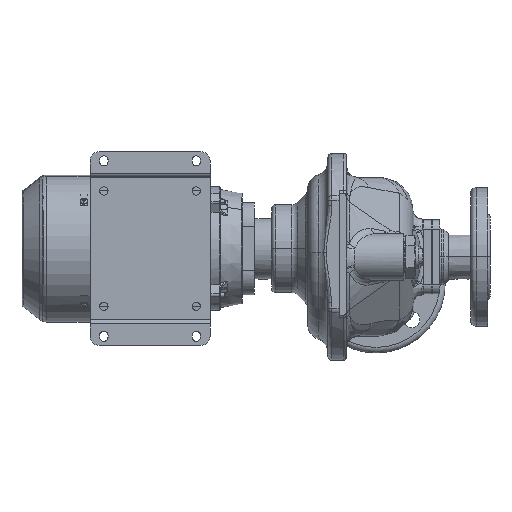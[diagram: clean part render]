
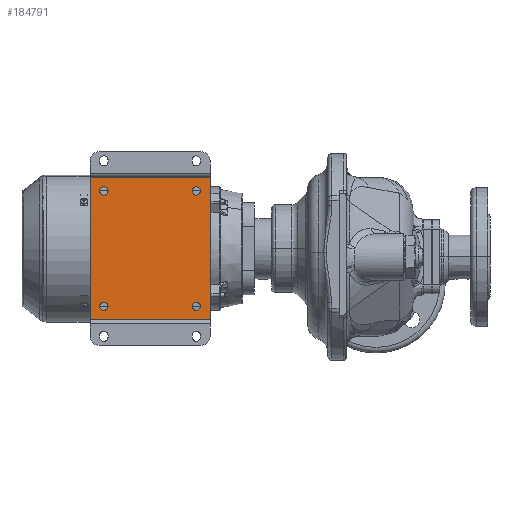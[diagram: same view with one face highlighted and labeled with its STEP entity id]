
A CAD part, front view. The second image highlights one B-rep face of the part: STEP entity #184791.
In plain terms, the highlighted planar face has unit normal (0, -1, 0).
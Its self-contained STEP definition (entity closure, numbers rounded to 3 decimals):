
#53221=DIRECTION('',(0.,0.,-1.));
#53222=VECTOR('',#53221,154.);
#53223=CARTESIAN_POINT('',(-139.8,-81.5,77.));
#53224=LINE('',#53223,#53222);
#53265=DIRECTION('',(0.,0.,-1.));
#53266=VECTOR('',#53265,154.);
#53267=CARTESIAN_POINT('',(-269.8,-81.5,77.));
#53268=LINE('',#53267,#53266);
#53305=DIRECTION('',(-1.,0.,0.));
#53306=VECTOR('',#53305,130.);
#53307=CARTESIAN_POINT('',(-139.8,-81.5,77.));
#53308=LINE('',#53307,#53306);
#53309=CARTESIAN_POINT('',(-254.8,-81.5,62.5));
#53310=DIRECTION('',(0.,1.,0.));
#53311=DIRECTION('',(-1.,0.,0.));
#53312=AXIS2_PLACEMENT_3D('',#53309,#53310,#53311);
#53314=CARTESIAN_POINT('',(-254.8,-81.5,62.5));
#53315=DIRECTION('',(0.,1.,0.));
#53316=DIRECTION('',(1.,0.,0.));
#53317=AXIS2_PLACEMENT_3D('',#53314,#53315,#53316);
#53319=CARTESIAN_POINT('',(-254.8,-81.5,-62.5));
#53320=DIRECTION('',(0.,1.,0.));
#53321=DIRECTION('',(-1.,0.,0.));
#53322=AXIS2_PLACEMENT_3D('',#53319,#53320,#53321);
#53324=CARTESIAN_POINT('',(-254.8,-81.5,-62.5));
#53325=DIRECTION('',(0.,1.,0.));
#53326=DIRECTION('',(1.,0.,0.));
#53327=AXIS2_PLACEMENT_3D('',#53324,#53325,#53326);
#53329=CARTESIAN_POINT('',(-154.8,-81.5,62.5));
#53330=DIRECTION('',(0.,1.,0.));
#53331=DIRECTION('',(-1.,0.,0.));
#53332=AXIS2_PLACEMENT_3D('',#53329,#53330,#53331);
#53334=CARTESIAN_POINT('',(-154.8,-81.5,62.5));
#53335=DIRECTION('',(0.,1.,0.));
#53336=DIRECTION('',(1.,0.,0.));
#53337=AXIS2_PLACEMENT_3D('',#53334,#53335,#53336);
#53339=CARTESIAN_POINT('',(-154.8,-81.5,-62.5));
#53340=DIRECTION('',(0.,1.,0.));
#53341=DIRECTION('',(-1.,0.,0.));
#53342=AXIS2_PLACEMENT_3D('',#53339,#53340,#53341);
#53344=CARTESIAN_POINT('',(-154.8,-81.5,-62.5));
#53345=DIRECTION('',(0.,1.,0.));
#53346=DIRECTION('',(1.,0.,0.));
#53347=AXIS2_PLACEMENT_3D('',#53344,#53345,#53346);
#53349=DIRECTION('',(-1.,0.,0.));
#53350=VECTOR('',#53349,130.);
#53351=CARTESIAN_POINT('',(-139.8,-81.5,-77.));
#53352=LINE('',#53351,#53350);
#107374=CARTESIAN_POINT('',(-139.8,-81.5,77.));
#107375=CARTESIAN_POINT('',(-139.8,-81.5,-77.));
#107376=VERTEX_POINT('',#107374);
#107377=VERTEX_POINT('',#107375);
#107386=CARTESIAN_POINT('',(-269.8,-81.5,77.));
#107387=CARTESIAN_POINT('',(-269.8,-81.5,-77.));
#107388=VERTEX_POINT('',#107386);
#107389=VERTEX_POINT('',#107387);
#107458=CARTESIAN_POINT('',(-159.3,-81.5,-62.5));
#107459=CARTESIAN_POINT('',(-150.3,-81.5,-62.5));
#107460=VERTEX_POINT('',#107458);
#107461=VERTEX_POINT('',#107459);
#107462=CARTESIAN_POINT('',(-159.3,-81.5,62.5));
#107463=CARTESIAN_POINT('',(-150.3,-81.5,62.5));
#107464=VERTEX_POINT('',#107462);
#107465=VERTEX_POINT('',#107463);
#107466=CARTESIAN_POINT('',(-259.3,-81.5,-62.5));
#107467=CARTESIAN_POINT('',(-250.3,-81.5,-62.5));
#107468=VERTEX_POINT('',#107466);
#107469=VERTEX_POINT('',#107467);
#107470=CARTESIAN_POINT('',(-259.3,-81.5,62.5));
#107471=CARTESIAN_POINT('',(-250.3,-81.5,62.5));
#107472=VERTEX_POINT('',#107470);
#107473=VERTEX_POINT('',#107471);
#184755=CARTESIAN_POINT('',(-139.8,-81.5,77.));
#184756=DIRECTION('',(0.,1.,0.));
#184757=DIRECTION('',(0.,0.,-1.));
#184758=AXIS2_PLACEMENT_3D('',#184755,#184756,#184757);
#184759=PLANE('',#184758);
#184760=ORIENTED_EDGE('',*,*,#184633,.T.);
#184762=ORIENTED_EDGE('',*,*,#184761,.T.);
#184763=ORIENTED_EDGE('',*,*,#184692,.F.);
#184764=ORIENTED_EDGE('',*,*,#184747,.F.);
#184765=EDGE_LOOP('',(#184760,#184762,#184763,#184764));
#184766=FACE_OUTER_BOUND('',#184765,.F.);
#184768=ORIENTED_EDGE('',*,*,#184767,.F.);
#184770=ORIENTED_EDGE('',*,*,#184769,.F.);
#184771=EDGE_LOOP('',(#184768,#184770));
#184772=FACE_BOUND('',#184771,.F.);
#184774=ORIENTED_EDGE('',*,*,#184773,.F.);
#184776=ORIENTED_EDGE('',*,*,#184775,.F.);
#184777=EDGE_LOOP('',(#184774,#184776));
#184778=FACE_BOUND('',#184777,.F.);
#184780=ORIENTED_EDGE('',*,*,#184779,.F.);
#184782=ORIENTED_EDGE('',*,*,#184781,.F.);
#184783=EDGE_LOOP('',(#184780,#184782));
#184784=FACE_BOUND('',#184783,.F.);
#184786=ORIENTED_EDGE('',*,*,#184785,.F.);
#184788=ORIENTED_EDGE('',*,*,#184787,.F.);
#184789=EDGE_LOOP('',(#184786,#184788));
#184790=FACE_BOUND('',#184789,.F.);
#184791=ADVANCED_FACE('',(#184766,#184772,#184778,#184784,#184790),#184759,.F.);
#53313=CIRCLE('',#53312,4.5);
#53318=CIRCLE('',#53317,4.5);
#53323=CIRCLE('',#53322,4.5);
#53328=CIRCLE('',#53327,4.5);
#53333=CIRCLE('',#53332,4.5);
#53338=CIRCLE('',#53337,4.5);
#53343=CIRCLE('',#53342,4.5);
#53348=CIRCLE('',#53347,4.5);
#184633=EDGE_CURVE('',#107376,#107377,#53224,.T.);
#184692=EDGE_CURVE('',#107388,#107389,#53268,.T.);
#184747=EDGE_CURVE('',#107376,#107388,#53308,.T.);
#184761=EDGE_CURVE('',#107377,#107389,#53352,.T.);
#184767=EDGE_CURVE('',#107472,#107473,#53313,.T.);
#184769=EDGE_CURVE('',#107473,#107472,#53318,.T.);
#184773=EDGE_CURVE('',#107468,#107469,#53323,.T.);
#184775=EDGE_CURVE('',#107469,#107468,#53328,.T.);
#184779=EDGE_CURVE('',#107464,#107465,#53333,.T.);
#184781=EDGE_CURVE('',#107465,#107464,#53338,.T.);
#184785=EDGE_CURVE('',#107460,#107461,#53343,.T.);
#184787=EDGE_CURVE('',#107461,#107460,#53348,.T.);
